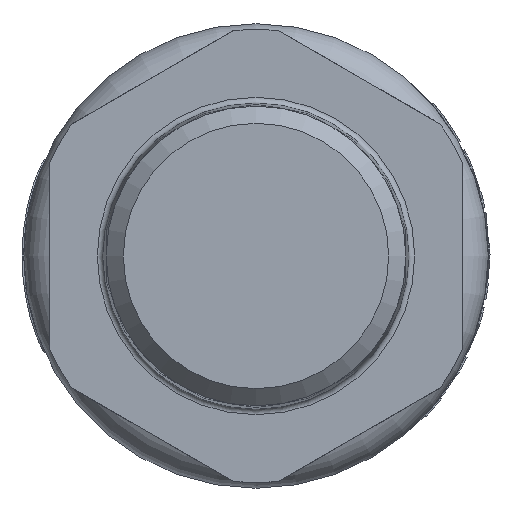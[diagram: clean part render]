
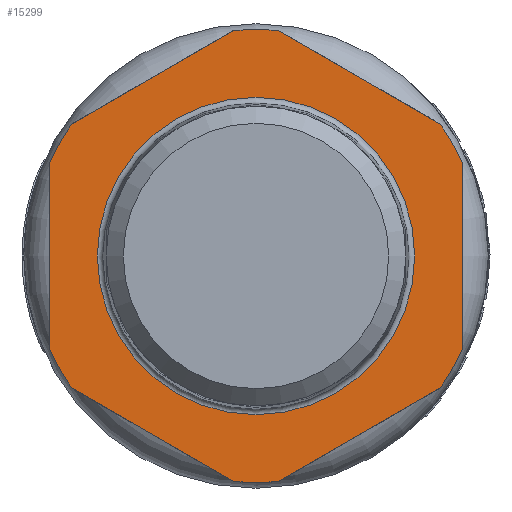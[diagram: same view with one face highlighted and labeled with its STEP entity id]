
A CAD part, left-side view. The second image highlights one B-rep face of the part: STEP entity #15299.
In plain terms, the highlighted planar face has unit normal (-1, 0, 0).
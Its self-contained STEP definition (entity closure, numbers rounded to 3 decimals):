
#322=FACE_BOUND('',#4376,.T.);
#1934=LINE('',#31840,#2628);
#1935=LINE('',#31844,#2629);
#1936=LINE('',#31848,#2630);
#1937=LINE('',#31852,#2631);
#1938=LINE('',#31856,#2632);
#1939=LINE('',#31860,#2633);
#2628=VECTOR('',#20060,10.);
#2629=VECTOR('',#20063,10.);
#2630=VECTOR('',#20066,10.);
#2631=VECTOR('',#20069,10.);
#2632=VECTOR('',#20072,10.);
#2633=VECTOR('',#20075,10.);
#3534=FACE_OUTER_BOUND('',#4375,.T.);
#4375=EDGE_LOOP('',(#13274,#13275,#13276,#13277,#13278,#13279,#13280,#13281,
#13282,#13283,#13284,#13285));
#4376=EDGE_LOOP('',(#13286,#13287));
#5107=CIRCLE('',#16668,13.835);
#5108=CIRCLE('',#16669,13.835);
#5112=CIRCLE('',#16675,19.75);
#5113=CIRCLE('',#16676,19.75);
#5114=CIRCLE('',#16677,19.75);
#5115=CIRCLE('',#16678,19.75);
#5116=CIRCLE('',#16679,19.75);
#5117=CIRCLE('',#16680,19.75);
#6620=VERTEX_POINT('',#31825);
#6621=VERTEX_POINT('',#31827);
#6624=VERTEX_POINT('',#31838);
#6625=VERTEX_POINT('',#31839);
#6626=VERTEX_POINT('',#31841);
#6627=VERTEX_POINT('',#31843);
#6628=VERTEX_POINT('',#31845);
#6629=VERTEX_POINT('',#31847);
#6630=VERTEX_POINT('',#31849);
#6631=VERTEX_POINT('',#31851);
#6632=VERTEX_POINT('',#31853);
#6633=VERTEX_POINT('',#31855);
#6634=VERTEX_POINT('',#31857);
#6635=VERTEX_POINT('',#31859);
#8847=EDGE_CURVE('',#6620,#6621,#5107,.T.);
#8848=EDGE_CURVE('',#6621,#6620,#5108,.T.);
#8853=EDGE_CURVE('',#6624,#6625,#1934,.T.);
#8854=EDGE_CURVE('',#6626,#6625,#5112,.T.);
#8855=EDGE_CURVE('',#6626,#6627,#1935,.T.);
#8856=EDGE_CURVE('',#6628,#6627,#5113,.T.);
#8857=EDGE_CURVE('',#6628,#6629,#1936,.T.);
#8858=EDGE_CURVE('',#6630,#6629,#5114,.T.);
#8859=EDGE_CURVE('',#6630,#6631,#1937,.T.);
#8860=EDGE_CURVE('',#6632,#6631,#5115,.T.);
#8861=EDGE_CURVE('',#6632,#6633,#1938,.T.);
#8862=EDGE_CURVE('',#6634,#6633,#5116,.T.);
#8863=EDGE_CURVE('',#6634,#6635,#1939,.T.);
#8864=EDGE_CURVE('',#6624,#6635,#5117,.T.);
#13274=ORIENTED_EDGE('',*,*,#8853,.T.);
#13275=ORIENTED_EDGE('',*,*,#8854,.F.);
#13276=ORIENTED_EDGE('',*,*,#8855,.T.);
#13277=ORIENTED_EDGE('',*,*,#8856,.F.);
#13278=ORIENTED_EDGE('',*,*,#8857,.T.);
#13279=ORIENTED_EDGE('',*,*,#8858,.F.);
#13280=ORIENTED_EDGE('',*,*,#8859,.T.);
#13281=ORIENTED_EDGE('',*,*,#8860,.F.);
#13282=ORIENTED_EDGE('',*,*,#8861,.T.);
#13283=ORIENTED_EDGE('',*,*,#8862,.F.);
#13284=ORIENTED_EDGE('',*,*,#8863,.T.);
#13285=ORIENTED_EDGE('',*,*,#8864,.F.);
#13286=ORIENTED_EDGE('',*,*,#8848,.F.);
#13287=ORIENTED_EDGE('',*,*,#8847,.F.);
#13734=PLANE('',#16674);
#15299=ADVANCED_FACE('',(#3534,#322),#13734,.T.);
#16668=AXIS2_PLACEMENT_3D('',#31828,#20045,#20046);
#16669=AXIS2_PLACEMENT_3D('',#31829,#20047,#20048);
#16674=AXIS2_PLACEMENT_3D('',#31837,#20058,#20059);
#16675=AXIS2_PLACEMENT_3D('',#31842,#20061,#20062);
#16676=AXIS2_PLACEMENT_3D('',#31846,#20064,#20065);
#16677=AXIS2_PLACEMENT_3D('',#31850,#20067,#20068);
#16678=AXIS2_PLACEMENT_3D('',#31854,#20070,#20071);
#16679=AXIS2_PLACEMENT_3D('',#31858,#20073,#20074);
#16680=AXIS2_PLACEMENT_3D('',#31861,#20076,#20077);
#20045=DIRECTION('center_axis',(-1.,0.,0.));
#20046=DIRECTION('ref_axis',(0.,0.,
1.));
#20047=DIRECTION('center_axis',(-1.,0.,0.));
#20048=DIRECTION('ref_axis',(0.,0.,
1.));
#20058=DIRECTION('center_axis',(-1.,0.,0.));
#20059=DIRECTION('ref_axis',(0.,0.,1.));
#20060=DIRECTION('',(0.,-0.866,0.5));
#20061=DIRECTION('center_axis',(1.,0.,0.));
#20062=DIRECTION('ref_axis',(0.,0.,-1.));
#20063=DIRECTION('',(0.,0.,1.));
#20064=DIRECTION('center_axis',(1.,0.,0.));
#20065=DIRECTION('ref_axis',(0.,0.,-1.));
#20066=DIRECTION('',(0.,0.866,0.5));
#20067=DIRECTION('center_axis',(1.,0.,0.));
#20068=DIRECTION('ref_axis',(0.,0.,-1.));
#20069=DIRECTION('',(0.,0.866,-0.5));
#20070=DIRECTION('center_axis',(1.,0.,0.));
#20071=DIRECTION('ref_axis',(0.,0.,-1.));
#20072=DIRECTION('',(0.,0.,-1.));
#20073=DIRECTION('center_axis',(1.,0.,0.));
#20074=DIRECTION('ref_axis',(0.,0.,-1.));
#20075=DIRECTION('',(0.,-0.866,-0.5));
#20076=DIRECTION('center_axis',(1.,0.,0.));
#20077=DIRECTION('ref_axis',(0.,0.,-1.));
#31825=CARTESIAN_POINT('',(-10.15,0.,13.835));
#31827=CARTESIAN_POINT('',(-10.15,0.,-13.835));
#31828=CARTESIAN_POINT('Origin',(-10.15,0.,0.));
#31829=CARTESIAN_POINT('Origin',(-10.15,0.,0.));
#31837=CARTESIAN_POINT('Origin',(-10.15,19.75,0.));
#31838=CARTESIAN_POINT('',(-10.15,-1.961,-19.652));
#31839=CARTESIAN_POINT('',(-10.15,-16.039,-11.525));
#31840=CARTESIAN_POINT('',(-10.15,1.926,-21.896));
#31841=CARTESIAN_POINT('',(-10.15,-18.,-8.128));
#31842=CARTESIAN_POINT('Origin',(-10.15,0.,0.));
#31843=CARTESIAN_POINT('',(-10.15,-18.,8.128));
#31844=CARTESIAN_POINT('',(-10.15,-18.,-4.064));
#31845=CARTESIAN_POINT('',(-10.15,-16.039,11.525));
#31846=CARTESIAN_POINT('Origin',(-10.15,0.,0.));
#31847=CARTESIAN_POINT('',(-10.15,-1.961,19.652));
#31848=CARTESIAN_POINT('',(-10.15,-5.113,17.832));
#31849=CARTESIAN_POINT('',(-10.15,1.961,19.652));
#31850=CARTESIAN_POINT('Origin',(-10.15,0.,0.));
#31851=CARTESIAN_POINT('',(-10.15,16.039,11.525));
#31852=CARTESIAN_POINT('',(-10.15,12.887,13.344));
#31853=CARTESIAN_POINT('',(-10.15,18.,8.128));
#31854=CARTESIAN_POINT('Origin',(-10.15,0.,0.));
#31855=CARTESIAN_POINT('',(-10.15,18.,-8.128));
#31856=CARTESIAN_POINT('',(-10.15,18.,4.064));
#31857=CARTESIAN_POINT('',(-10.15,16.039,-11.525));
#31858=CARTESIAN_POINT('Origin',(-10.15,0.,0.));
#31859=CARTESIAN_POINT('',(-10.15,1.961,-19.652));
#31860=CARTESIAN_POINT('',(-10.15,19.926,-9.28));
#31861=CARTESIAN_POINT('Origin',(-10.15,0.,0.));
